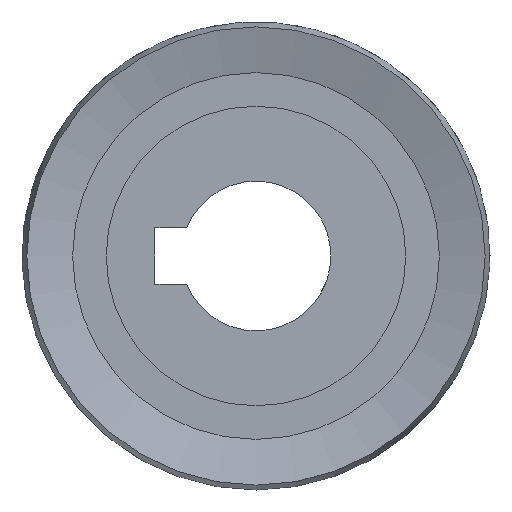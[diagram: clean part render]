
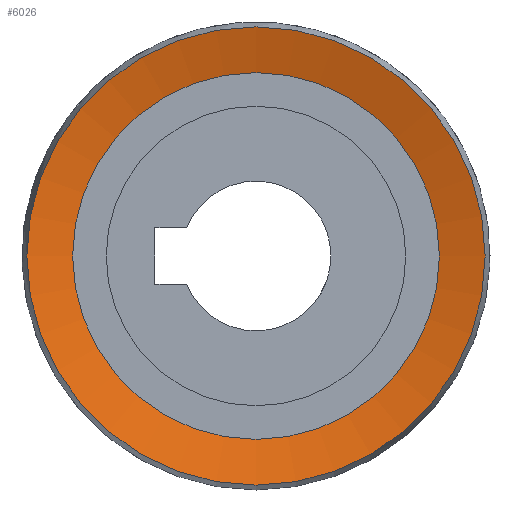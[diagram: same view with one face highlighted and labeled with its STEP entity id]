
A CAD part, left-side view. The second image highlights one B-rep face of the part: STEP entity #6026.
In plain terms, the highlighted conical face has half-angle 75 degrees and reference radius 9.798 mm.
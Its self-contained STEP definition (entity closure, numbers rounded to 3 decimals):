
#20=CONICAL_SURFACE('',#6541,9.798,1.309);
#230=CIRCLE('',#6540,9.798);
#231=CIRCLE('',#6542,12.241);
#1176=ORIENTED_EDGE('',*,*,#3023,.F.);
#1177=ORIENTED_EDGE('',*,*,#3022,.T.);
#3022=EDGE_CURVE('',#3914,#3914,#230,.T.);
#3023=EDGE_CURVE('',#3915,#3915,#231,.T.);
#3914=VERTEX_POINT('',#10418);
#3915=VERTEX_POINT('',#10421);
#4968=EDGE_LOOP('',(#1176));
#4969=EDGE_LOOP('',(#1177));
#5354=FACE_BOUND('',#4968,.T.);
#5355=FACE_BOUND('',#4969,.T.);
#6026=ADVANCED_FACE('',(#5354,#5355),#20,.F.);
#6540=AXIS2_PLACEMENT_3D('',#10417,#7877,#7878);
#6541=AXIS2_PLACEMENT_3D('',#10419,#7879,#7880);
#6542=AXIS2_PLACEMENT_3D('',#10420,#7881,#7882);
#7877=DIRECTION('',(1.,0.,0.));
#7878=DIRECTION('',(0.,0.,-1.));
#7879=DIRECTION('',(-1.,0.,0.));
#7880=DIRECTION('',(0.,0.,1.));
#7881=DIRECTION('',(1.,0.,0.));
#7882=DIRECTION('',(0.,0.,-1.));
#10417=CARTESIAN_POINT('',(1.,0.,0.));
#10418=CARTESIAN_POINT('',(1.,0.,-9.798));
#10419=CARTESIAN_POINT('',(1.,0.,0.));
#10420=CARTESIAN_POINT('',(0.345,0.,0.));
#10421=CARTESIAN_POINT('',(0.345,0.,-12.241));
